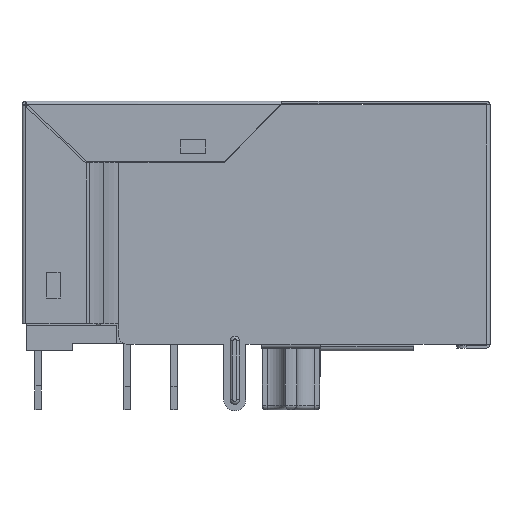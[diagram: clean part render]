
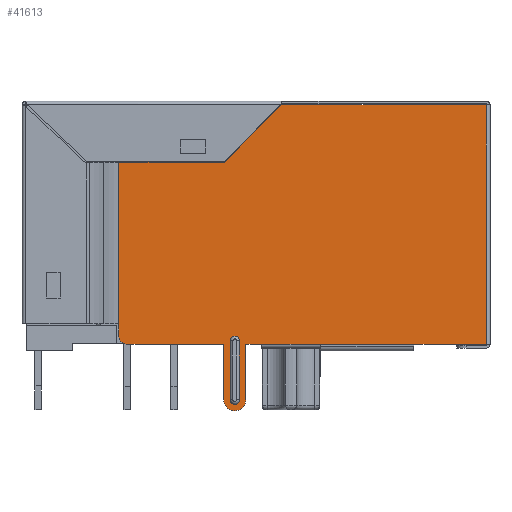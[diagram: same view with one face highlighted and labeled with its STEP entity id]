
A CAD part, left-side view. The second image highlights one B-rep face of the part: STEP entity #41613.
In plain terms, the highlighted planar face has unit normal (-1, 0, 0).
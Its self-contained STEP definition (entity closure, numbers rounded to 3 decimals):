
#2014=PLANE('',#48178);
#5969=LINE('',#69801,#10824);
#5970=LINE('',#69803,#10825);
#5972=LINE('',#69807,#10827);
#5982=LINE('',#69841,#10837);
#5984=LINE('',#69845,#10839);
#5986=LINE('',#69851,#10841);
#5988=LINE('',#69862,#10843);
#5995=LINE('',#69878,#10850);
#5997=LINE('',#69881,#10852);
#5998=LINE('',#69885,#10853);
#6326=LINE('',#71124,#11181);
#6329=LINE('',#71136,#11184);
#6330=LINE('',#71138,#11185);
#6332=LINE('',#71142,#11187);
#10824=VECTOR('',#56579,1000.);
#10825=VECTOR('',#56582,1000.);
#10827=VECTOR('',#56586,1000.);
#10837=VECTOR('',#56616,1000.);
#10839=VECTOR('',#56620,1000.);
#10841=VECTOR('',#56626,1000.);
#10843=VECTOR('',#56638,1000.);
#10850=VECTOR('',#56653,1000.);
#10852=VECTOR('',#56657,1000.);
#10853=VECTOR('',#56662,1000.);
#11181=VECTOR('',#57572,1000.);
#11184=VECTOR('',#57585,1000.);
#11185=VECTOR('',#57588,1000.);
#11187=VECTOR('',#57592,1000.);
#21862=ORIENTED_EDGE('',*,*,#29239,.T.);
#21863=ORIENTED_EDGE('',*,*,#29228,.F.);
#21864=ORIENTED_EDGE('',*,*,#29227,.F.);
#21865=ORIENTED_EDGE('',*,*,#29234,.F.);
#21866=ORIENTED_EDGE('',*,*,#28703,.T.);
#21867=ORIENTED_EDGE('',*,*,#28034,.T.);
#21868=ORIENTED_EDGE('',*,*,#28701,.T.);
#21869=ORIENTED_EDGE('',*,*,#29237,.F.);
#21870=ORIENTED_EDGE('',*,*,#29240,.F.);
#21871=ORIENTED_EDGE('',*,*,#29235,.F.);
#21872=ORIENTED_EDGE('',*,*,#28700,.T.);
#21873=ORIENTED_EDGE('',*,*,#28739,.T.);
#21874=ORIENTED_EDGE('',*,*,#28730,.T.);
#21875=ORIENTED_EDGE('',*,*,#28741,.T.);
#21876=ORIENTED_EDGE('',*,*,#28725,.T.);
#21877=ORIENTED_EDGE('',*,*,#28722,.T.);
#21878=ORIENTED_EDGE('',*,*,#28720,.T.);
#21879=ORIENTED_EDGE('',*,*,#28743,.T.);
#28034=EDGE_CURVE('',#32745,#32746,#34614,.T.);
#28700=EDGE_CURVE('',#33193,#33194,#5969,.T.);
#28701=EDGE_CURVE('',#32746,#33195,#5970,.T.);
#28703=EDGE_CURVE('',#33196,#32745,#5972,.T.);
#28720=EDGE_CURVE('',#33203,#33209,#5982,.T.);
#28722=EDGE_CURVE('',#33210,#33203,#5984,.T.);
#28725=EDGE_CURVE('',#33213,#33210,#5986,.T.);
#28730=EDGE_CURVE('',#33217,#33216,#5988,.T.);
#28739=EDGE_CURVE('',#33194,#33217,#5995,.T.);
#28741=EDGE_CURVE('',#33216,#33213,#5997,.T.);
#28743=EDGE_CURVE('',#33209,#33196,#5998,.T.);
#29227=EDGE_CURVE('',#33518,#33515,#34769,.T.);
#29228=EDGE_CURVE('',#33515,#33519,#6326,.T.);
#29234=EDGE_CURVE('',#33522,#33518,#6329,.T.);
#29235=EDGE_CURVE('',#33193,#33523,#6330,.T.);
#29237=EDGE_CURVE('',#33524,#33195,#6332,.T.);
#29239=EDGE_CURVE('',#33522,#33519,#34773,.T.);
#29240=EDGE_CURVE('',#33523,#33524,#34774,.T.);
#32745=VERTEX_POINT('',#67237);
#32746=VERTEX_POINT('',#67238);
#33193=VERTEX_POINT('',#69798);
#33194=VERTEX_POINT('',#69800);
#33195=VERTEX_POINT('',#69804);
#33196=VERTEX_POINT('',#69808);
#33203=VERTEX_POINT('',#69828);
#33209=VERTEX_POINT('',#69840);
#33210=VERTEX_POINT('',#69844);
#33213=VERTEX_POINT('',#69852);
#33216=VERTEX_POINT('',#69861);
#33217=VERTEX_POINT('',#69863);
#33515=VERTEX_POINT('',#71116);
#33518=VERTEX_POINT('',#71121);
#33519=VERTEX_POINT('',#71125);
#33522=VERTEX_POINT('',#71135);
#33523=VERTEX_POINT('',#71139);
#33524=VERTEX_POINT('',#71143);
#34614=CIRCLE('',#47606,0.5);
#34769=CIRCLE('',#48169,0.25);
#34773=CIRCLE('',#48179,0.25);
#34774=CIRCLE('',#48180,0.6);
#36752=EDGE_LOOP('',(#21862,#21863,#21864,#21865));
#36753=EDGE_LOOP('',(#21866,#21867,#21868,#21869,#21870,#21871,#21872,#21873,
#21874,#21875,#21876,#21877,#21878,#21879));
#39032=FACE_BOUND('',#36752,.T.);
#39033=FACE_BOUND('',#36753,.T.);
#41613=ADVANCED_FACE('',(#39032,#39033),#2014,.T.);
#47606=AXIS2_PLACEMENT_3D('',#67236,#55812,#55813);
#48169=AXIS2_PLACEMENT_3D('',#71122,#57568,#57569);
#48178=AXIS2_PLACEMENT_3D('',#71145,#57594,#57595);
#48179=AXIS2_PLACEMENT_3D('',#71146,#57596,#57597);
#48180=AXIS2_PLACEMENT_3D('',#71147,#57598,#57599);
#55812=DIRECTION('',(-1.,0.,0.));
#55813=DIRECTION('',(0.,-1.,0.));
#56579=DIRECTION('',(0.,-1.,0.));
#56582=DIRECTION('',(0.,-1.,0.));
#56586=DIRECTION('',(0.,0.,-1.));
#56616=DIRECTION('',(0.,1.,0.));
#56620=DIRECTION('',(0.,0.707,-0.707));
#56626=DIRECTION('',(0.,1.,0.));
#56638=DIRECTION('',(0.,-1.,0.));
#56653=DIRECTION('',(0.,-1.,0.));
#56657=DIRECTION('',(0.,0.,1.));
#56662=DIRECTION('',(0.,0.,-1.));
#57568=DIRECTION('',(-1.,0.,0.));
#57569=DIRECTION('',(0.,0.,1.));
#57572=DIRECTION('',(0.,0.,-1.));
#57585=DIRECTION('',(0.,0.,1.));
#57588=DIRECTION('',(0.,0.,-1.));
#57592=DIRECTION('',(0.,0.,1.));
#57594=DIRECTION('',(-1.,0.,0.));
#57595=DIRECTION('',(0.,1.,0.));
#57596=DIRECTION('',(1.,0.,0.));
#57597=DIRECTION('',(0.,1.,0.));
#57598=DIRECTION('',(1.,0.,0.));
#57599=DIRECTION('',(0.,-1.,0.));
#67236=CARTESIAN_POINT('',(-8.05,7.,-6.));
#67237=CARTESIAN_POINT('',(-8.05,7.5,-6.));
#67238=CARTESIAN_POINT('',(-8.05,7.,-6.5));
#69798=CARTESIAN_POINT('',(-8.05,0.6,-6.5));
#69800=CARTESIAN_POINT('',(-8.05,-0.25,-6.5));
#69801=CARTESIAN_POINT('',(-8.05,7.5,-6.5));
#69803=CARTESIAN_POINT('',(-8.05,7.5,-6.5));
#69804=CARTESIAN_POINT('',(-8.05,1.8,-6.5));
#69807=CARTESIAN_POINT('',(-8.05,7.5,6.5));
#69808=CARTESIAN_POINT('',(-8.05,7.5,-5.38));
#69828=CARTESIAN_POINT('',(-8.05,1.75,3.4));
#69840=CARTESIAN_POINT('',(-8.05,7.5,3.4));
#69841=CARTESIAN_POINT('',(-8.05,0.05,3.4));
#69844=CARTESIAN_POINT('',(-8.05,-1.35,6.5));
#69845=CARTESIAN_POINT('',(-8.05,2.6,2.55));
#69851=CARTESIAN_POINT('',(-8.05,-12.528,6.5));
#69852=CARTESIAN_POINT('',(-8.05,-12.45,6.5));
#69861=CARTESIAN_POINT('',(-8.05,-12.45,-6.5));
#69862=CARTESIAN_POINT('',(-8.05,7.5,-6.5));
#69863=CARTESIAN_POINT('',(-8.05,-3.45,-6.5));
#69878=CARTESIAN_POINT('',(-8.05,-0.25,-6.5));
#69881=CARTESIAN_POINT('',(-8.05,-12.45,-6.5));
#69885=CARTESIAN_POINT('',(-8.05,7.5,6.5));
#71116=CARTESIAN_POINT('',(-8.05,1.45,-6.3));
#71121=CARTESIAN_POINT('',(-8.05,0.95,-6.3));
#71122=CARTESIAN_POINT('',(-8.05,1.2,-6.3));
#71124=CARTESIAN_POINT('',(-8.05,1.45,0.));
#71125=CARTESIAN_POINT('',(-8.05,1.45,-9.5));
#71135=CARTESIAN_POINT('',(-8.05,0.95,-9.5));
#71136=CARTESIAN_POINT('',(-8.05,0.95,0.));
#71138=CARTESIAN_POINT('',(-8.05,0.6,-6.5));
#71139=CARTESIAN_POINT('',(-8.05,0.6,-9.5));
#71142=CARTESIAN_POINT('',(-8.05,1.8,-9.5));
#71143=CARTESIAN_POINT('',(-8.05,1.8,-9.5));
#71145=CARTESIAN_POINT('',(-8.05,0.05,0.));
#71146=CARTESIAN_POINT('',(-8.05,1.2,-9.5));
#71147=CARTESIAN_POINT('',(-8.05,1.2,-9.5));
